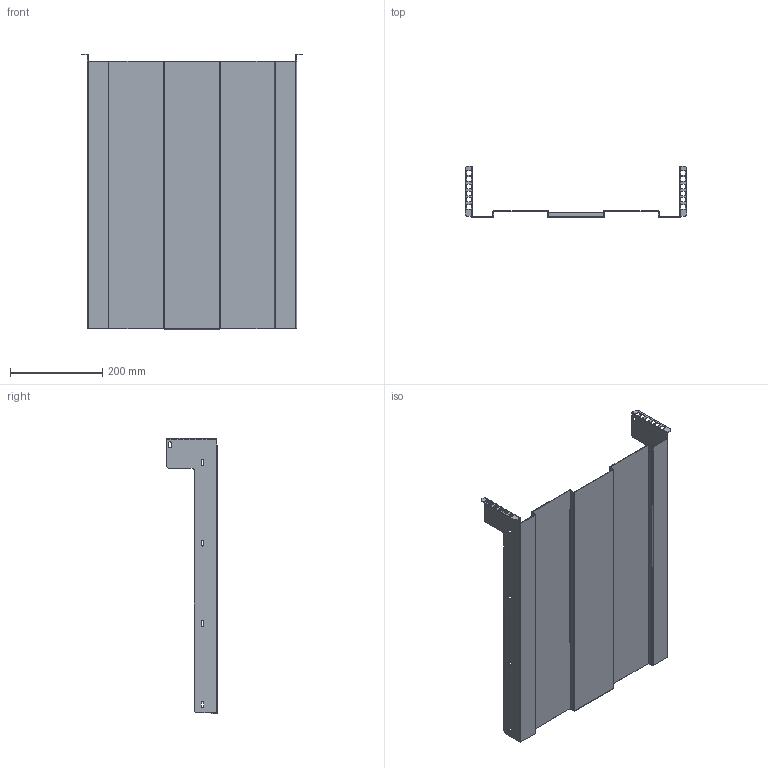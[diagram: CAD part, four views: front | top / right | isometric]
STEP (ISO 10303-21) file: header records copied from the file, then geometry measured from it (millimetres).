
FILE_DESCRIPTION (( 'STEP AP214' ), '1' );
FILE_NAME ('POWERSHELF_SUPPORT_REVB.STEP', '2021-11-24T18:10:36', ( '' ), ( '' ), 'SwSTEP 2.0', 'SolidWorks 2016', '' );
FILE_SCHEMA (( 'AUTOMOTIVE_DESIGN' ));
Length unit declared in the file: millimetre
Products named in the file (1): POWERSHELF_SUPPORT_REVB
Bounding box: 479.8 x 110 x 597 mm (x, y, z)
Volume: 570684.7 mm3; surface area: 719012.5 mm2
Topology: 1 solids, 1 shells, 262 faces, 676 edges, 392 vertices
Faces by surface type: plane 172, cylinder 90
Entity records: 7874 total; most frequent: DIRECTION 1382, ORIENTED_EDGE 1352, CARTESIAN_POINT 1331, EDGE_CURVE 676, VECTOR 496, LINE 496, AXIS2_PLACEMENT_3D 443, VERTEX_POINT 392
